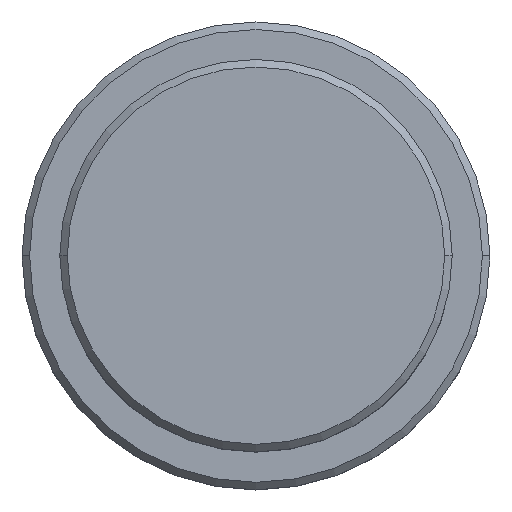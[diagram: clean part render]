
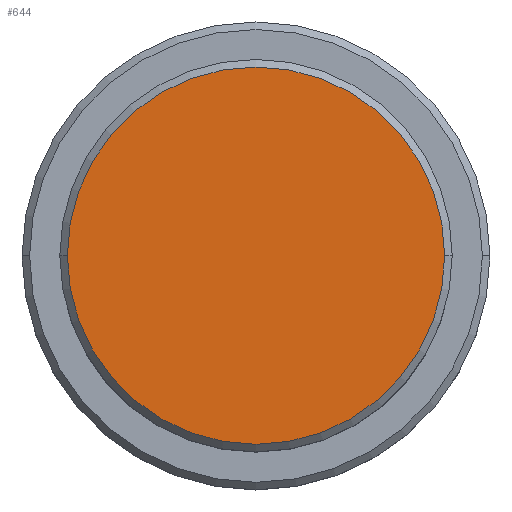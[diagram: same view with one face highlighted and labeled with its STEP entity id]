
A CAD part, top view. The second image highlights one B-rep face of the part: STEP entity #644.
In plain terms, the highlighted planar face has unit normal (0, 0, 1).
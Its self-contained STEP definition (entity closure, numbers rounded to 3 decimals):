
#30 = DIRECTION ( 'NONE',  ( 1., 0., 0. ) ) ;
#87 = FACE_OUTER_BOUND ( 'NONE', #836, .T. ) ;
#121 = AXIS2_PLACEMENT_3D ( 'NONE', #778, #782, #30 ) ;
#173 = ORIENTED_EDGE ( 'NONE', *, *, #568, .T. ) ;
#279 = CARTESIAN_POINT ( 'NONE',  ( 12.5, 0., 0. ) ) ;
#404 = CIRCLE ( 'NONE', #121, 12.5 ) ;
#430 = CARTESIAN_POINT ( 'NONE',  ( -12.5, 0., 0. ) ) ;
#445 = DIRECTION ( 'NONE',  ( 0., 0., 1. ) ) ;
#491 = ORIENTED_EDGE ( 'NONE', *, *, #1256, .T. ) ;
#568 = EDGE_CURVE ( 'NONE', #921, #693, #1220, .T. ) ;
#644 = ADVANCED_FACE ( 'NONE', ( #87 ), #878, .T. ) ;
#678 = AXIS2_PLACEMENT_3D ( 'NONE', #964, #445, #869 ) ;
#693 = VERTEX_POINT ( 'NONE', #430 ) ;
#695 = CARTESIAN_POINT ( 'NONE',  ( 0., 0., 0. ) ) ;
#778 = CARTESIAN_POINT ( 'NONE',  ( 0., 0., 0. ) ) ;
#782 = DIRECTION ( 'NONE',  ( 0., 0., 1. ) ) ;
#836 = EDGE_LOOP ( 'NONE', ( #491, #173 ) ) ;
#869 = DIRECTION ( 'NONE',  ( 1., 0., 0. ) ) ;
#878 = PLANE ( 'NONE',  #678 ) ;
#921 = VERTEX_POINT ( 'NONE', #279 ) ;
#964 = CARTESIAN_POINT ( 'NONE',  ( 0., 0., 0. ) ) ;
#991 = AXIS2_PLACEMENT_3D ( 'NONE', #695, #1009, #1154 ) ;
#1009 = DIRECTION ( 'NONE',  ( 0., 0., 1. ) ) ;
#1154 = DIRECTION ( 'NONE',  ( 1., 0., 0. ) ) ;
#1220 = CIRCLE ( 'NONE', #991, 12.5 ) ;
#1256 = EDGE_CURVE ( 'NONE', #693, #921, #404, .T. ) ;
